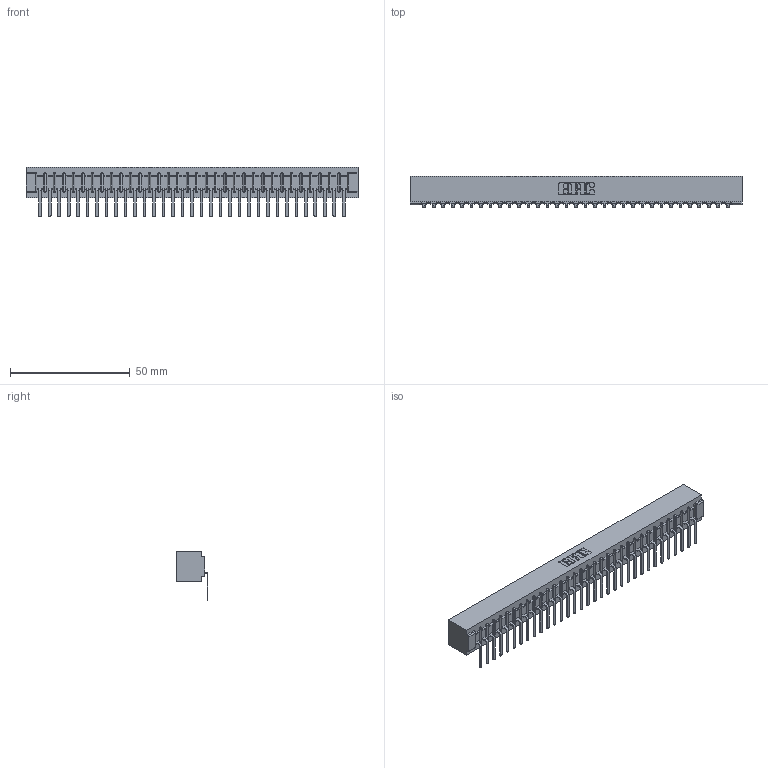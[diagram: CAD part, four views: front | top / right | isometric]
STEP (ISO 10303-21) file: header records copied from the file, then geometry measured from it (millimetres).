
FILE_DESCRIPTION (( 'STEP AP203' ), '1' );
FILE_NAME ('307-033-557-101.STEP', '2019-09-05T06:13:15', ( '' ), ( '' ), 'SwSTEP 2.0', 'SolidWorks 2016', '' );
FILE_SCHEMA (( 'CONFIG_CONTROL_DESIGN' ));
Length unit declared in the file: inch
Products named in the file (3): 307-033-557-101; 307 Part_No Mounting Lugs; 307-290-002_557
Assembly tree (34 placements, depth 2):
  307-033-557-101
    307 Part_No Mounting Lugs
    307-290-002_557  x33
Bounding box: 138.63 x 13.32 x 20.66 mm (x, y, z)
Volume: 15415.2 mm3; surface area: 20113.9 mm2
Topology: 34 solids, 34 shells, 2718 faces, 8351 edges, 5474 vertices
Faces by surface type: plane 1617, cylinder 1033, sphere 68
Entity records: 29976 total; most frequent: CARTESIAN_POINT 5056, ORIENTED_EDGE 5046, DIRECTION 4915, EDGE_CURVE 2523, LINE 1929, VECTOR 1929, VERTEX_POINT 1634, AXIS2_PLACEMENT_3D 1493
